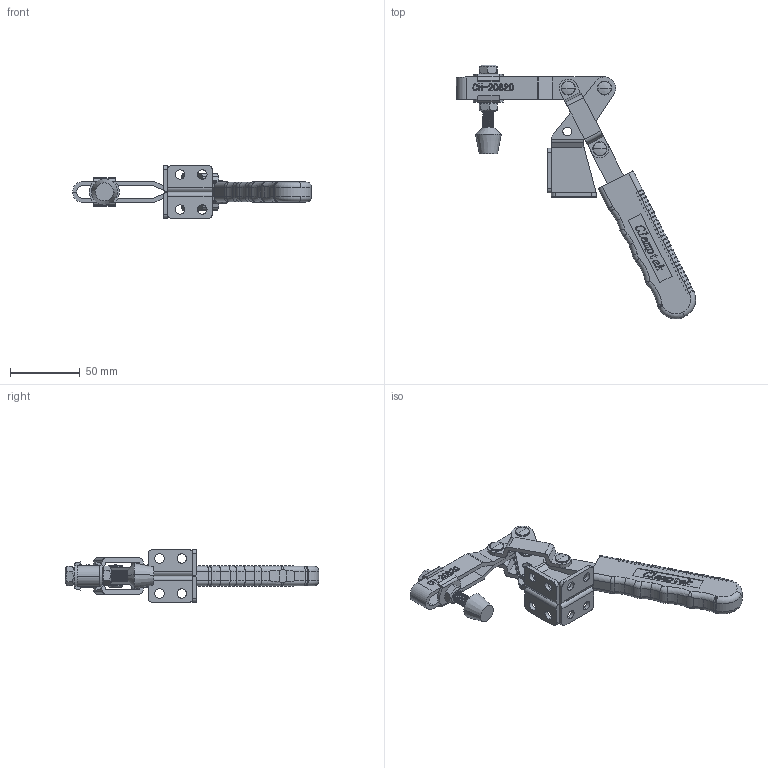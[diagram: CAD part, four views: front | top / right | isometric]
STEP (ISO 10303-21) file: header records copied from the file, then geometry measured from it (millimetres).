
FILE_DESCRIPTION (( 'STEP AP203' ), '1' );
FILE_NAME ('CH-20820.STEP', '2011-12-15T08:29:22', ( '微软用户' ), ( '微软中国' ), 'SwSTEP 2.0', 'SolidWorks 2010', '' );
FILE_SCHEMA (( 'CONFIG_CONTROL_DESIGN' ));
Products named in the file (10): 20820-03; 20820-04; CH-20820; 20820-01; CH-20820-05; 20820-02; 20820-06; FW516; 56212-02; 56212
Assembly tree (15 placements, depth 2):
  CH-20820
    20820-02
    20820-06  x4
    56212
    20820-03
    FW516  x2
    20820-04  x2
    CH-20820-05
    56212-02  x2
    20820-01
Bounding box: 171.18 x 181.71 x 38 mm (x, y, z)
Volume: 86528.4 mm3; surface area: 53459.7 mm2
Topology: 19 solids, 19 shells, 1579 faces, 4127 edges, 2638 vertices
Faces by surface type: plane 604, cylinder 454, bspline 360, torus 112, cone 35, sphere 14
Entity records: 76639 total; most frequent: CARTESIAN_POINT 42249, ORIENTED_EDGE 7576, DIRECTION 5805, EDGE_CURVE 3788, VERTEX_POINT 2430, VECTOR 2137, LINE 2137, AXIS2_PLACEMENT_3D 1834
